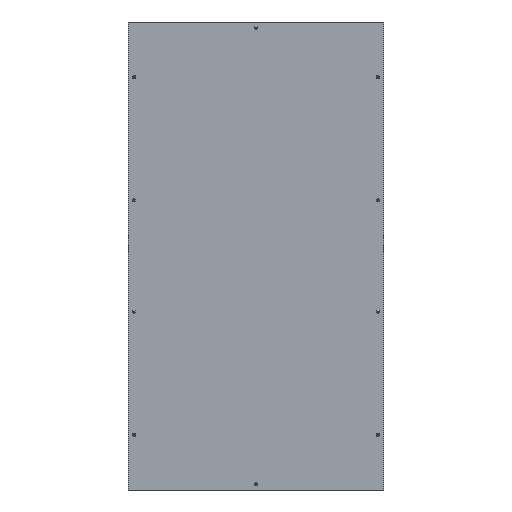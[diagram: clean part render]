
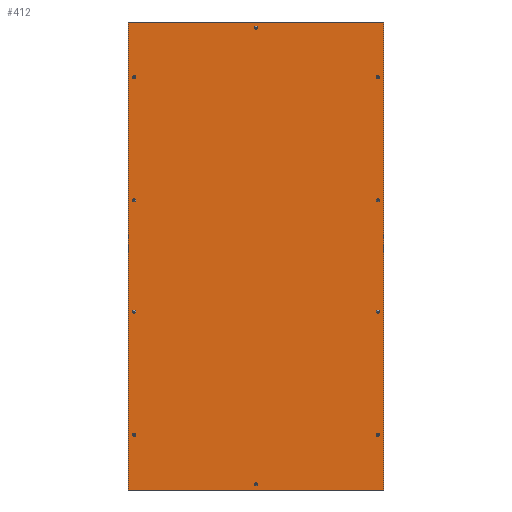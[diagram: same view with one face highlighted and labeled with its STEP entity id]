
A CAD part, left-side view. The second image highlights one B-rep face of the part: STEP entity #412.
In plain terms, the highlighted planar face has unit normal (-1, 0, 0).
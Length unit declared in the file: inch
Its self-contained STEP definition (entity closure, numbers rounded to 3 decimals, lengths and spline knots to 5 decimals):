
#119 = CARTESIAN_POINT ( 'NONE',  ( -0.05906, 0., -42.99213 ) ) ;
#412 = ADVANCED_FACE ( 'NONE', ( #4462, #8587, #3760, #1323, #3649, #2020, #10390, #9587, #5436, #4723, #10492 ), #8866, .T. ) ;
#724 = DIRECTION ( 'NONE',  ( 0., 0., -1. ) ) ;
#770 = AXIS2_PLACEMENT_3D ( 'NONE', #6034, #7833, #9364 ) ;
#810 = ORIENTED_EDGE ( 'NONE', *, *, #7602, .F. ) ;
#811 = ORIENTED_EDGE ( 'NONE', *, *, #2082, .F. ) ;
#949 = EDGE_LOOP ( 'NONE', ( #7066 ) ) ;
#1130 = ORIENTED_EDGE ( 'NONE', *, *, #8598, .T. ) ;
#1302 = ORIENTED_EDGE ( 'NONE', *, *, #9316, .T. ) ;
#1323 = FACE_BOUND ( 'NONE', #2047, .T. ) ;
#1424 = DIRECTION ( 'NONE',  ( 0., 0., 1. ) ) ;
#1449 = DIRECTION ( 'NONE',  ( -1., 0., 0. ) ) ;
#1521 = EDGE_CURVE ( 'NONE', #9605, #9605, #2713, .T. ) ;
#1572 = CARTESIAN_POINT ( 'NONE',  ( -0.05906, 22.40157, -10.23622 ) ) ;
#1713 = CARTESIAN_POINT ( 'NONE',  ( -0.05906, -23.48425, -42.99213 ) ) ;
#1741 = EDGE_CURVE ( 'NONE', #4543, #5074, #2234, .T. ) ;
#1751 = VERTEX_POINT ( 'NONE', #4946 ) ;
#1804 = EDGE_CURVE ( 'NONE', #7899, #7899, #4616, .T. ) ;
#1859 = CARTESIAN_POINT ( 'NONE',  ( -0.05906, 22.40157, -33.14961 ) ) ;
#1918 = CIRCLE ( 'NONE', #8000, 0.27559 ) ;
#2020 = FACE_BOUND ( 'NONE', #9215, .T. ) ;
#2047 = EDGE_LOOP ( 'NONE', ( #6017 ) ) ;
#2082 = EDGE_CURVE ( 'NONE', #8550, #8550, #5641, .T. ) ;
#2111 = CIRCLE ( 'NONE', #9217, 0.27559 ) ;
#2112 = EDGE_CURVE ( 'NONE', #5074, #3124, #3203, .T. ) ;
#2202 = LINE ( 'NONE', #10452, #6910 ) ;
#2234 = LINE ( 'NONE', #119, #9306 ) ;
#2263 = VERTEX_POINT ( 'NONE', #8111 ) ;
#2321 = AXIS2_PLACEMENT_3D ( 'NONE', #8072, #7197, #724 ) ;
#2358 = CIRCLE ( 'NONE', #4259, 0.27559 ) ;
#2364 = AXIS2_PLACEMENT_3D ( 'NONE', #1572, #7267, #8861 ) ;
#2511 = CARTESIAN_POINT ( 'NONE',  ( -0.05906, -22.67717, 32.87402 ) ) ;
#2570 = CARTESIAN_POINT ( 'NONE',  ( -0.05906, -22.40157, -33.14961 ) ) ;
#2713 = CIRCLE ( 'NONE', #770, 0.27559 ) ;
#2729 = DIRECTION ( 'NONE',  ( 0., -1., 0. ) ) ;
#3008 = EDGE_CURVE ( 'NONE', #8986, #8986, #8106, .T. ) ;
#3099 = DIRECTION ( 'NONE',  ( 1., 0., 0. ) ) ;
#3124 = VERTEX_POINT ( 'NONE', #7828 ) ;
#3144 = CARTESIAN_POINT ( 'NONE',  ( -0.05906, 22.40157, 10.23622 ) ) ;
#3203 = LINE ( 'NONE', #6496, #7386 ) ;
#3431 = AXIS2_PLACEMENT_3D ( 'NONE', #6786, #7711, #5269 ) ;
#3508 = LINE ( 'NONE', #4965, #10710 ) ;
#3649 = FACE_BOUND ( 'NONE', #8686, .T. ) ;
#3732 = EDGE_LOOP ( 'NONE', ( #1130 ) ) ;
#3760 = FACE_BOUND ( 'NONE', #7709, .T. ) ;
#3852 = EDGE_CURVE ( 'NONE', #4567, #4543, #3508, .T. ) ;
#4077 = AXIS2_PLACEMENT_3D ( 'NONE', #4993, #6892, #5857 ) ;
#4177 = EDGE_LOOP ( 'NONE', ( #6111 ) ) ;
#4237 = CARTESIAN_POINT ( 'NONE',  ( -0.05906, 22.40157, -32.87402 ) ) ;
#4259 = AXIS2_PLACEMENT_3D ( 'NONE', #10535, #3099, #4568 ) ;
#4394 = DIRECTION ( 'NONE',  ( 1., 0., 0. ) ) ;
#4421 = ORIENTED_EDGE ( 'NONE', *, *, #1741, .T. ) ;
#4462 = FACE_BOUND ( 'NONE', #3732, .T. ) ;
#4516 = AXIS2_PLACEMENT_3D ( 'NONE', #3144, #6438, #7357 ) ;
#4543 = VERTEX_POINT ( 'NONE', #8824 ) ;
#4559 = EDGE_CURVE ( 'NONE', #3124, #4567, #2202, .T. ) ;
#4567 = VERTEX_POINT ( 'NONE', #9598 ) ;
#4568 = DIRECTION ( 'NONE',  ( 0., 0., -1. ) ) ;
#4600 = CARTESIAN_POINT ( 'NONE',  ( -0.05906, 0., 41.94882 ) ) ;
#4616 = CIRCLE ( 'NONE', #4077, 0.27559 ) ;
#4723 = FACE_BOUND ( 'NONE', #4177, .T. ) ;
#4946 = CARTESIAN_POINT ( 'NONE',  ( -0.05906, -0.27559, 41.94882 ) ) ;
#4958 = EDGE_CURVE ( 'NONE', #2263, #2263, #5700, .T. ) ;
#4965 = CARTESIAN_POINT ( 'NONE',  ( -0.05906, 23.48425, 0. ) ) ;
#4993 = CARTESIAN_POINT ( 'NONE',  ( -0.05906, -22.40157, 10.23622 ) ) ;
#5074 = VERTEX_POINT ( 'NONE', #1713 ) ;
#5216 = ORIENTED_EDGE ( 'NONE', *, *, #7168, .F. ) ;
#5269 = DIRECTION ( 'NONE',  ( 0., -1., 0. ) ) ;
#5436 = FACE_BOUND ( 'NONE', #5847, .T. ) ;
#5574 = CARTESIAN_POINT ( 'NONE',  ( -0.05906, -22.40157, 32.87402 ) ) ;
#5585 = AXIS2_PLACEMENT_3D ( 'NONE', #4237, #4394, #6664 ) ;
#5641 = CIRCLE ( 'NONE', #2364, 0.27559 ) ;
#5683 = DIRECTION ( 'NONE',  ( 0., 1., 0. ) ) ;
#5700 = CIRCLE ( 'NONE', #4516, 0.27559 ) ;
#5709 = ORIENTED_EDGE ( 'NONE', *, *, #3852, .T. ) ;
#5847 = EDGE_LOOP ( 'NONE', ( #810 ) ) ;
#5857 = DIRECTION ( 'NONE',  ( 0., -1., 0. ) ) ;
#5950 = CIRCLE ( 'NONE', #2321, 0.27559 ) ;
#6017 = ORIENTED_EDGE ( 'NONE', *, *, #9999, .T. ) ;
#6034 = CARTESIAN_POINT ( 'NONE',  ( -0.05906, 0., -41.94882 ) ) ;
#6104 = CARTESIAN_POINT ( 'NONE',  ( -0.05906, 0., -42.22441 ) ) ;
#6111 = ORIENTED_EDGE ( 'NONE', *, *, #1804, .F. ) ;
#6359 = CARTESIAN_POINT ( 'NONE',  ( -0.05906, 0., 0. ) ) ;
#6438 = DIRECTION ( 'NONE',  ( -1., 0., 0. ) ) ;
#6496 = CARTESIAN_POINT ( 'NONE',  ( -0.05906, -23.48425, 0. ) ) ;
#6664 = DIRECTION ( 'NONE',  ( 0., 0., -1. ) ) ;
#6786 = CARTESIAN_POINT ( 'NONE',  ( -0.05906, 22.40157, 32.87402 ) ) ;
#6892 = DIRECTION ( 'NONE',  ( -1., 0., 0. ) ) ;
#6910 = VECTOR ( 'NONE', #5683, 39.37008 ) ;
#6992 = EDGE_LOOP ( 'NONE', ( #7086 ) ) ;
#7066 = ORIENTED_EDGE ( 'NONE', *, *, #1521, .T. ) ;
#7084 = CARTESIAN_POINT ( 'NONE',  ( -0.05906, 22.12598, -10.23622 ) ) ;
#7086 = ORIENTED_EDGE ( 'NONE', *, *, #3008, .F. ) ;
#7150 = CIRCLE ( 'NONE', #5585, 0.27559 ) ;
#7168 = EDGE_CURVE ( 'NONE', #1751, #1751, #1918, .T. ) ;
#7174 = DIRECTION ( 'NONE',  ( -1., 0., 0. ) ) ;
#7197 = DIRECTION ( 'NONE',  ( 1., 0., 0. ) ) ;
#7267 = DIRECTION ( 'NONE',  ( -1., 0., 0. ) ) ;
#7357 = DIRECTION ( 'NONE',  ( 0., -1., 0. ) ) ;
#7386 = VECTOR ( 'NONE', #9829, 39.37008 ) ;
#7393 = CARTESIAN_POINT ( 'NONE',  ( -0.05906, 22.12598, 32.87402 ) ) ;
#7446 = VERTEX_POINT ( 'NONE', #2511 ) ;
#7602 = EDGE_CURVE ( 'NONE', #7446, #7446, #2111, .T. ) ;
#7709 = EDGE_LOOP ( 'NONE', ( #1302 ) ) ;
#7711 = DIRECTION ( 'NONE',  ( -1., 0., 0. ) ) ;
#7828 = CARTESIAN_POINT ( 'NONE',  ( -0.05906, -23.48425, 42.99213 ) ) ;
#7833 = DIRECTION ( 'NONE',  ( 1., 0., 0. ) ) ;
#7899 = VERTEX_POINT ( 'NONE', #10242 ) ;
#7906 = DIRECTION ( 'NONE',  ( 0., -1., 0. ) ) ;
#8000 = AXIS2_PLACEMENT_3D ( 'NONE', #4600, #1449, #7906 ) ;
#8061 = AXIS2_PLACEMENT_3D ( 'NONE', #6359, #7174, #1424 ) ;
#8072 = CARTESIAN_POINT ( 'NONE',  ( -0.05906, -22.40157, -32.87402 ) ) ;
#8083 = DIRECTION ( 'NONE',  ( -1., 0., 0. ) ) ;
#8106 = CIRCLE ( 'NONE', #3431, 0.27559 ) ;
#8111 = CARTESIAN_POINT ( 'NONE',  ( -0.05906, 22.12598, 10.23622 ) ) ;
#8160 = EDGE_LOOP ( 'NONE', ( #5216 ) ) ;
#8428 = CARTESIAN_POINT ( 'NONE',  ( -0.05906, -22.40157, -10.51181 ) ) ;
#8550 = VERTEX_POINT ( 'NONE', #7084 ) ;
#8587 = FACE_BOUND ( 'NONE', #949, .T. ) ;
#8598 = EDGE_CURVE ( 'NONE', #9093, #9093, #7150, .T. ) ;
#8686 = EDGE_LOOP ( 'NONE', ( #811 ) ) ;
#8707 = ORIENTED_EDGE ( 'NONE', *, *, #4559, .T. ) ;
#8800 = ORIENTED_EDGE ( 'NONE', *, *, #4958, .F. ) ;
#8824 = CARTESIAN_POINT ( 'NONE',  ( -0.05906, 23.48425, -42.99213 ) ) ;
#8861 = DIRECTION ( 'NONE',  ( 0., -1., 0. ) ) ;
#8866 = PLANE ( 'NONE',  #8061 ) ;
#8986 = VERTEX_POINT ( 'NONE', #7393 ) ;
#9093 = VERTEX_POINT ( 'NONE', #1859 ) ;
#9215 = EDGE_LOOP ( 'NONE', ( #8800 ) ) ;
#9217 = AXIS2_PLACEMENT_3D ( 'NONE', #5574, #8083, #9822 ) ;
#9260 = VERTEX_POINT ( 'NONE', #8428 ) ;
#9306 = VECTOR ( 'NONE', #2729, 39.37008 ) ;
#9316 = EDGE_CURVE ( 'NONE', #10013, #10013, #5950, .T. ) ;
#9364 = DIRECTION ( 'NONE',  ( 0., 0., -1. ) ) ;
#9451 = EDGE_LOOP ( 'NONE', ( #9477, #8707, #5709, #4421 ) ) ;
#9477 = ORIENTED_EDGE ( 'NONE', *, *, #2112, .T. ) ;
#9587 = FACE_BOUND ( 'NONE', #8160, .T. ) ;
#9598 = CARTESIAN_POINT ( 'NONE',  ( -0.05906, 23.48425, 42.99213 ) ) ;
#9605 = VERTEX_POINT ( 'NONE', #6104 ) ;
#9822 = DIRECTION ( 'NONE',  ( 0., -1., 0. ) ) ;
#9829 = DIRECTION ( 'NONE',  ( 0., 0., 1. ) ) ;
#9971 = DIRECTION ( 'NONE',  ( 0., 0., -1. ) ) ;
#9999 = EDGE_CURVE ( 'NONE', #9260, #9260, #2358, .T. ) ;
#10013 = VERTEX_POINT ( 'NONE', #2570 ) ;
#10242 = CARTESIAN_POINT ( 'NONE',  ( -0.05906, -22.67717, 10.23622 ) ) ;
#10390 = FACE_BOUND ( 'NONE', #6992, .T. ) ;
#10452 = CARTESIAN_POINT ( 'NONE',  ( -0.05906, 0., 42.99213 ) ) ;
#10492 = FACE_OUTER_BOUND ( 'NONE', #9451, .T. ) ;
#10535 = CARTESIAN_POINT ( 'NONE',  ( -0.05906, -22.40157, -10.23622 ) ) ;
#10710 = VECTOR ( 'NONE', #9971, 39.37008 ) ;
